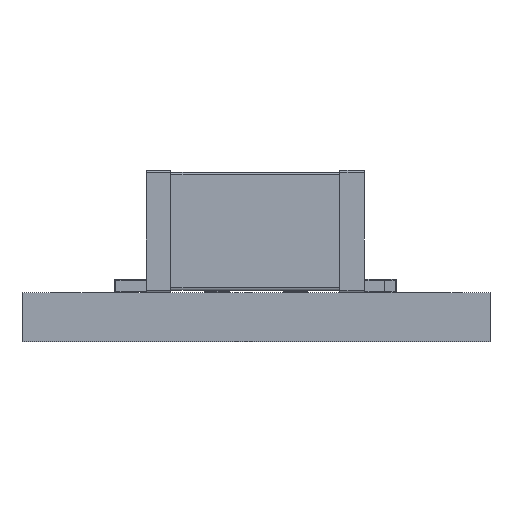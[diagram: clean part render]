
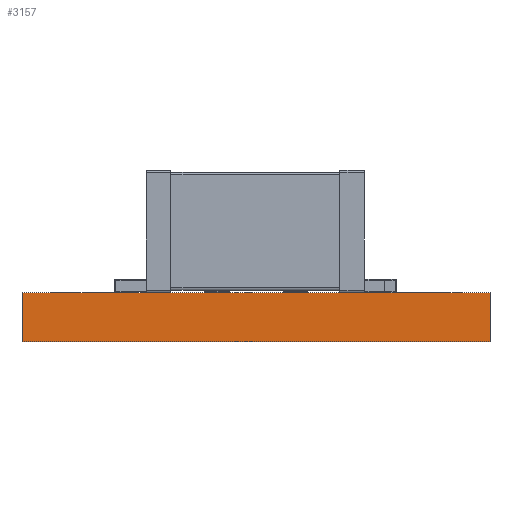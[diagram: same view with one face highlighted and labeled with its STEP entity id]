
A CAD part, front view. The second image highlights one B-rep face of the part: STEP entity #3157.
In plain terms, the highlighted planar face has unit normal (0, -1, 0).
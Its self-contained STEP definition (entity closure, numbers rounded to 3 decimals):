
#3157 = ADVANCED_FACE('',(#3158),#3192,.F.);
#3158 = FACE_BOUND('',#3159,.F.);
#3159 = EDGE_LOOP('',(#3160,#3170,#3178,#3186));
#3160 = ORIENTED_EDGE('',*,*,#3161,.T.);
#3161 = EDGE_CURVE('',#3162,#3164,#3166,.T.);
#3162 = VERTEX_POINT('',#3163);
#3163 = CARTESIAN_POINT('',(-7.62,-1.27,10.414));
#3164 = VERTEX_POINT('',#3165);
#3165 = CARTESIAN_POINT('',(-7.62,-1.27,12.014));
#3166 = LINE('',#3167,#3168);
#3167 = CARTESIAN_POINT('',(-7.62,-1.27,10.414));
#3168 = VECTOR('',#3169,1.);
#3169 = DIRECTION('',(0.,0.,1.));
#3170 = ORIENTED_EDGE('',*,*,#3171,.T.);
#3171 = EDGE_CURVE('',#3164,#3172,#3174,.T.);
#3172 = VERTEX_POINT('',#3173);
#3173 = CARTESIAN_POINT('',(7.62,-1.27,12.014));
#3174 = LINE('',#3175,#3176);
#3175 = CARTESIAN_POINT('',(-7.62,-1.27,12.014));
#3176 = VECTOR('',#3177,1.);
#3177 = DIRECTION('',(1.,0.,0.));
#3178 = ORIENTED_EDGE('',*,*,#3179,.F.);
#3179 = EDGE_CURVE('',#3180,#3172,#3182,.T.);
#3180 = VERTEX_POINT('',#3181);
#3181 = CARTESIAN_POINT('',(7.62,-1.27,10.414));
#3182 = LINE('',#3183,#3184);
#3183 = CARTESIAN_POINT('',(7.62,-1.27,10.414));
#3184 = VECTOR('',#3185,1.);
#3185 = DIRECTION('',(0.,0.,1.));
#3186 = ORIENTED_EDGE('',*,*,#3187,.T.);
#3187 = EDGE_CURVE('',#3180,#3162,#3188,.T.);
#3188 = LINE('',#3189,#3190);
#3189 = CARTESIAN_POINT('',(7.62,-1.27,10.414));
#3190 = VECTOR('',#3191,1.);
#3191 = DIRECTION('',(-1.,0.,0.));
#3192 = PLANE('',#3193);
#3193 = AXIS2_PLACEMENT_3D('',#3194,#3195,#3196);
#3194 = CARTESIAN_POINT('',(-7.62,-1.27,10.414));
#3195 = DIRECTION('',(0.,1.,0.));
#3196 = DIRECTION('',(1.,0.,0.));
